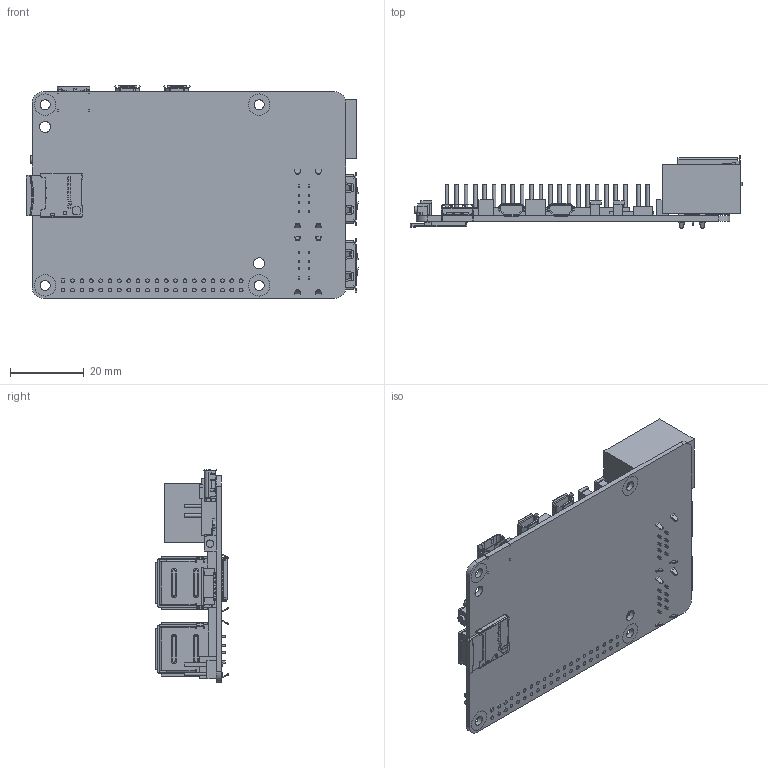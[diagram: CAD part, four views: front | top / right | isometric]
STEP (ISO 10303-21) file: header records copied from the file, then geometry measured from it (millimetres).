
FILE_DESCRIPTION(/* description */ (''),/* implementation_level */ '2;1');
FILE_NAME(/* name */ 'Raspberry_Pi-5 v1.step',/* time_stamp */ '2024-03-30T01:54:35+05:30',/* author */ (''),/* organization */ (''),/* preprocessor_version */ 'ST-DEVELOPER v20',/* originating_system */ 'Autodesk Translation Framework v12.20.1.177',/* authorisation */ '');
FILE_SCHEMA (('AUTOMOTIVE_DESIGN { 1 0 10303 214 3 1 1 }'));
Products named in the file (16): Raspberry_Pi-5; PCB_for REF 060923; GPIO Header for REF; Micro HDMI for REF; SD CARD for REF; USB-C for REF; RJ45 for REF; USB for REF; PCIe for REF; CAM-DISP for REF; LED for REF; BAT Header for REF; PoE Header for REF; FAN Header for REF; SWITCH for REF; UART for REF
Assembly tree (18 placements, depth 2):
  Raspberry_Pi-5
    PCB_for REF 060923
    GPIO Header for REF
    Micro HDMI for REF  x2
    SD CARD for REF
    USB-C for REF
    RJ45 for REF
    USB for REF  x2
    PCIe for REF
    CAM-DISP for REF  x2
    LED for REF
    BAT Header for REF
    PoE Header for REF
    FAN Header for REF
    SWITCH for REF
    UART for REF
Bounding box: 90 x 19.79 x 57.66 mm (x, y, z)
Volume: 17842.1 mm3; surface area: 24455.8 mm2
Topology: 25 solids, 25 shells, 2687 faces, 7334 edges, 4821 vertices
Faces by surface type: plane 1919, cylinder 745, bspline 17, torus 6
Full cylindrical faces by diameter (mm): 1 x82, 2 x1, 2.7 x4, 3 x2
Entity records: 63530 total; most frequent: CARTESIAN_POINT 11450, ORIENTED_EDGE 10824, DIRECTION 10582, EDGE_CURVE 5412, LINE 4258, VECTOR 4258, VERTEX_POINT 3565, AXIS2_PLACEMENT_3D 3162
